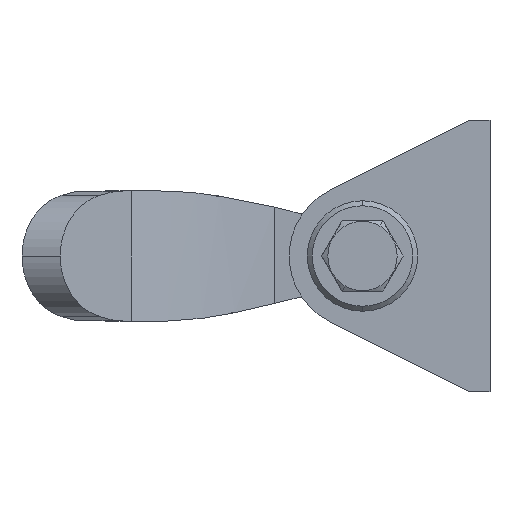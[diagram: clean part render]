
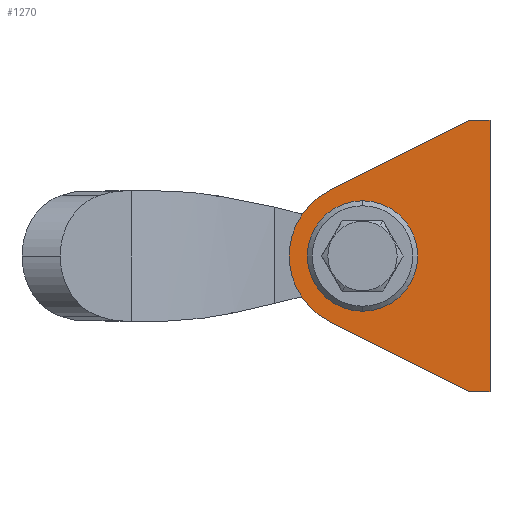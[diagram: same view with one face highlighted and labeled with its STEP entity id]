
A CAD part, left-side view. The second image highlights one B-rep face of the part: STEP entity #1270.
In plain terms, the highlighted planar face has unit normal (-1, 0, 0).
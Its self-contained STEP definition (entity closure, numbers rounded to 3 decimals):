
#40 = VERTEX_POINT ( 'NONE', #3199 ) ;
#156 = DIRECTION ( 'NONE',  ( -1., 0., 0. ) ) ;
#309 = EDGE_CURVE ( 'NONE', #641, #40, #791, .T. ) ;
#312 = VECTOR ( 'NONE', #3889, 1000. ) ;
#435 = CARTESIAN_POINT ( 'NONE',  ( -33., 2., 27. ) ) ;
#478 = DIRECTION ( 'NONE',  ( -1., 0., 0. ) ) ;
#530 = VECTOR ( 'NONE', #3291, 1000. ) ;
#536 = VECTOR ( 'NONE', #3066, 1000. ) ;
#574 = CARTESIAN_POINT ( 'NONE',  ( -33., 0., 27. ) ) ;
#641 = VERTEX_POINT ( 'NONE', #5022 ) ;
#704 = CIRCLE ( 'NONE', #2063, 7.3 ) ;
#753 = CARTESIAN_POINT ( 'NONE',  ( -33., 12.7, 13.5 ) ) ;
#776 = DIRECTION ( 'NONE',  ( 0., 0., 1. ) ) ;
#791 = CIRCLE ( 'NONE', #6225, 5.5 ) ;
#832 = LINE ( 'NONE', #1657, #536 ) ;
#994 = VECTOR ( 'NONE', #2239, 1000. ) ;
#1180 = EDGE_LOOP ( 'NONE', ( #2447, #4333 ) ) ;
#1265 = CARTESIAN_POINT ( 'NONE',  ( -33., 20., 27. ) ) ;
#1270 = ADVANCED_FACE ( 'NONE', ( #5364, #2658 ), #3644, .T. ) ;
#1592 = DIRECTION ( 'NONE',  ( -1., 0., 0. ) ) ;
#1593 = LINE ( 'NONE', #4860, #312 ) ;
#1657 = CARTESIAN_POINT ( 'NONE',  ( -33., 20., 0. ) ) ;
#1674 = CIRCLE ( 'NONE', #3651, 5.5 ) ;
#1784 = ORIENTED_EDGE ( 'NONE', *, *, #2513, .F. ) ;
#1786 = CARTESIAN_POINT ( 'NONE',  ( -33., 0., 27. ) ) ;
#1788 = EDGE_CURVE ( 'NONE', #40, #641, #1674, .T. ) ;
#1798 = VERTEX_POINT ( 'NONE', #4497 ) ;
#1802 = LINE ( 'NONE', #435, #530 ) ;
#1830 = CARTESIAN_POINT ( 'NONE',  ( -33., 15.96, 6.969 ) ) ;
#2010 = EDGE_CURVE ( 'NONE', #5799, #5278, #2254, .T. ) ;
#2063 = AXIS2_PLACEMENT_3D ( 'NONE', #4458, #1592, #4959 ) ;
#2226 = VECTOR ( 'NONE', #4179, 1000. ) ;
#2239 = DIRECTION ( 'NONE',  ( 0., 0., -1. ) ) ;
#2254 = LINE ( 'NONE', #1786, #994 ) ;
#2299 = EDGE_CURVE ( 'NONE', #5094, #3408, #1593, .T. ) ;
#2377 = LINE ( 'NONE', #4672, #2226 ) ;
#2447 = ORIENTED_EDGE ( 'NONE', *, *, #309, .F. ) ;
#2513 = EDGE_CURVE ( 'NONE', #5278, #3408, #832, .T. ) ;
#2658 = FACE_OUTER_BOUND ( 'NONE', #2679, .T. ) ;
#2679 = EDGE_LOOP ( 'NONE', ( #3687, #1784, #5828, #4297, #4112, #4702 ) ) ;
#2717 = EDGE_CURVE ( 'NONE', #5799, #1798, #1802, .T. ) ;
#3019 = CARTESIAN_POINT ( 'NONE',  ( -33., 12.7, 13.5 ) ) ;
#3066 = DIRECTION ( 'NONE',  ( 0., 1., 0. ) ) ;
#3199 = CARTESIAN_POINT ( 'NONE',  ( -33., 12.7, 8. ) ) ;
#3223 = EDGE_CURVE ( 'NONE', #1798, #5092, #2377, .T. ) ;
#3291 = DIRECTION ( 'NONE',  ( 0., 1., 0. ) ) ;
#3408 = VERTEX_POINT ( 'NONE', #5294 ) ;
#3500 = DIRECTION ( 'NONE',  ( 0., 0., 1. ) ) ;
#3644 = PLANE ( 'NONE',  #3686 ) ;
#3651 = AXIS2_PLACEMENT_3D ( 'NONE', #3019, #156, #3500 ) ;
#3663 = DIRECTION ( 'NONE',  ( -1., 0., 0. ) ) ;
#3686 = AXIS2_PLACEMENT_3D ( 'NONE', #1265, #3663, #776 ) ;
#3687 = ORIENTED_EDGE ( 'NONE', *, *, #2299, .T. ) ;
#3821 = DIRECTION ( 'NONE',  ( 0., 0., 1. ) ) ;
#3889 = DIRECTION ( 'NONE',  ( 0., -0.895, -0.447 ) ) ;
#4112 = ORIENTED_EDGE ( 'NONE', *, *, #3223, .T. ) ;
#4179 = DIRECTION ( 'NONE',  ( 0., 0.895, -0.447 ) ) ;
#4297 = ORIENTED_EDGE ( 'NONE', *, *, #2717, .T. ) ;
#4333 = ORIENTED_EDGE ( 'NONE', *, *, #1788, .F. ) ;
#4458 = CARTESIAN_POINT ( 'NONE',  ( -33., 12.7, 13.5 ) ) ;
#4497 = CARTESIAN_POINT ( 'NONE',  ( -33., 2., 27. ) ) ;
#4672 = CARTESIAN_POINT ( 'NONE',  ( -33., 15.96, 20.031 ) ) ;
#4702 = ORIENTED_EDGE ( 'NONE', *, *, #4733, .T. ) ;
#4718 = CARTESIAN_POINT ( 'NONE',  ( -33., 15.96, 20.031 ) ) ;
#4733 = EDGE_CURVE ( 'NONE', #5092, #5094, #704, .T. ) ;
#4860 = CARTESIAN_POINT ( 'NONE',  ( -33., 15.96, 6.969 ) ) ;
#4959 = DIRECTION ( 'NONE',  ( 0., 0., 1. ) ) ;
#5022 = CARTESIAN_POINT ( 'NONE',  ( -33., 12.7, 19. ) ) ;
#5092 = VERTEX_POINT ( 'NONE', #4718 ) ;
#5094 = VERTEX_POINT ( 'NONE', #1830 ) ;
#5278 = VERTEX_POINT ( 'NONE', #5797 ) ;
#5294 = CARTESIAN_POINT ( 'NONE',  ( -33., 2., 0. ) ) ;
#5364 = FACE_BOUND ( 'NONE', #1180, .T. ) ;
#5797 = CARTESIAN_POINT ( 'NONE',  ( -33., 0., 0. ) ) ;
#5799 = VERTEX_POINT ( 'NONE', #574 ) ;
#5828 = ORIENTED_EDGE ( 'NONE', *, *, #2010, .F. ) ;
#6225 = AXIS2_PLACEMENT_3D ( 'NONE', #753, #478, #3821 ) ;
